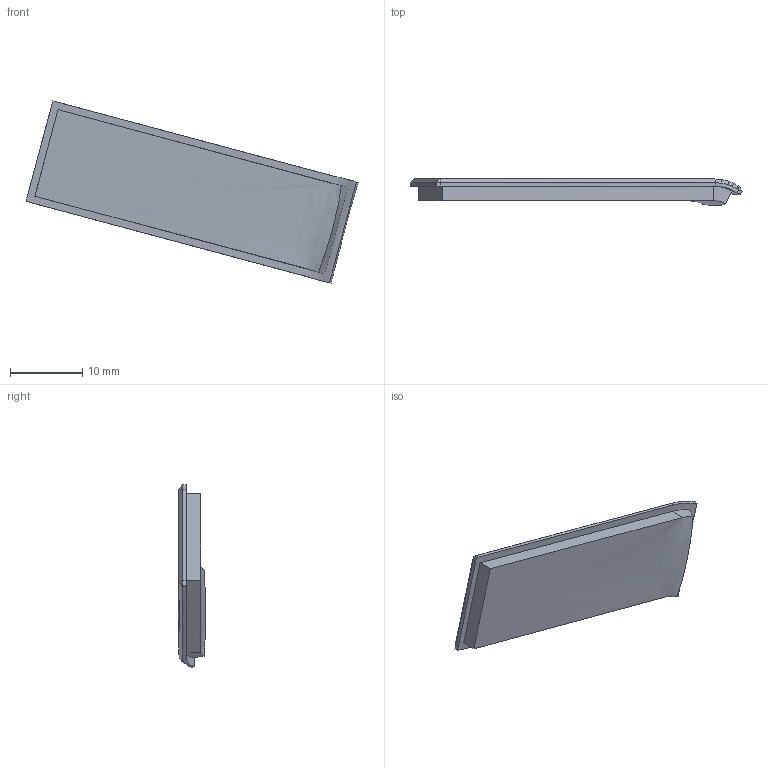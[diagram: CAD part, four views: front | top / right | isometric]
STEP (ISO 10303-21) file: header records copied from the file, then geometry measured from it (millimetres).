
FILE_DESCRIPTION(/* description */ (''),/* implementation_level */ '2;1');
FILE_NAME(/* name */ 'RightcAP.step',/* time_stamp */ '2019-07-07T09:46:34-05:00',/* author */ (''),/* organization */ (''),/* preprocessor_version */ 'ST-DEVELOPER v18',/* originating_system */ 'Autodesk Translation Framework v8.2.0.1029',/* authorisation */ '');
FILE_SCHEMA (('AUTOMOTIVE_DESIGN { 1 0 10303 214 3 1 1 }'));
Length unit declared in the file: millimetre
Products named in the file (1): FusionComponent
Bounding box: 45.82 x 3.73 x 25.16 mm (x, y, z)
Volume: 1630.2 mm3; surface area: 1539.4 mm2
Topology: 1 solids, 1 shells, 51 faces, 128 edges, 80 vertices
Faces by surface type: bspline 51
Entity records: 9078 total; most frequent: CARTESIAN_POINT 8203, ORIENTED_EDGE 256, EDGE_CURVE 128, B_SPLINE_CURVE_WITH_KNOTS 99, VERTEX_POINT 80, EDGE_LOOP 52, FACE_OUTER_BOUND 51, B_SPLINE_SURFACE_WITH_KNOTS 51
